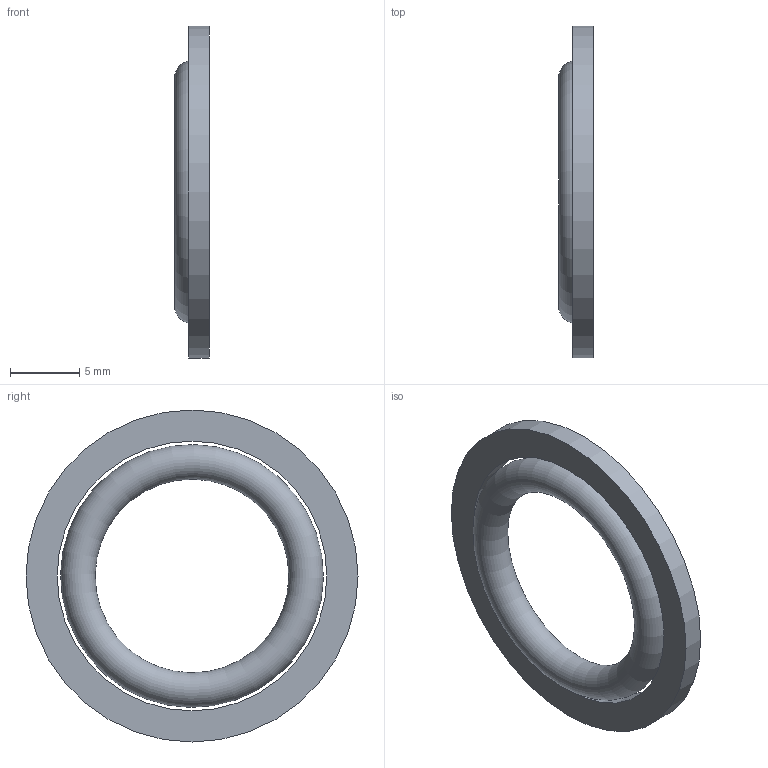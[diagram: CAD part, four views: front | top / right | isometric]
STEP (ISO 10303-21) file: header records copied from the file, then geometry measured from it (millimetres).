
FILE_DESCRIPTION(/* description */ ('KAMMERDICHTUNG'),/* implementation_level */ '2;1');
FILE_NAME(/* name */ 'CS 38 H.stp',/* time_stamp */ '2024-11-06T12:05:46+01:00',/* author */ (''),/* organization */ (''),/* preprocessor_version */ 'ST-DEVELOPER v18.1',/* originating_system */ 'Autodesk Inventor 2022',/* authorisation */ '');
FILE_SCHEMA (('AUTOMOTIVE_DESIGN { 1 0 10303 214 3 1 1 }'));
Length unit declared in the file: millimetre
Products named in the file (3): CS 38 H; LÜDECKE; LÜDECKE_1
Assembly tree (2 placements, depth 2):
  CS 38 H
    LÜDECKE
    LÜDECKE_1
Bounding box: 2.5 x 24 x 24 mm (x, y, z)
Volume: 485.1 mm3; surface area: 919.6 mm2
Topology: 2 solids, 2 shells, 5 faces, 8 edges, 5 vertices
Faces by surface type: cylinder 2, plane 2, torus 1
Full cylindrical faces by diameter (mm): 19.5 x1, 24 x1
Entity records: 244 total; most frequent: DIRECTION 34, CARTESIAN_POINT 23, ORIENTED_EDGE 16, AXIS2_PLACEMENT_3D 16, EDGE_CURVE 8, EDGE_LOOP 7, CIRCLE 6, FACE_OUTER_BOUND 5
